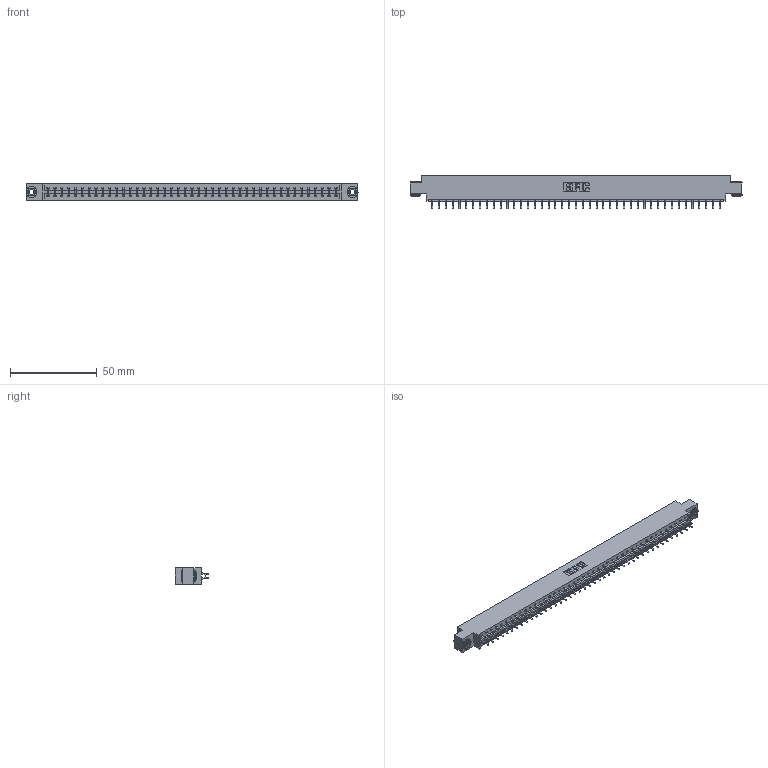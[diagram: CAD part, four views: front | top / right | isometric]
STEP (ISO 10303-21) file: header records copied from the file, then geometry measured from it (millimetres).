
FILE_DESCRIPTION (( 'STEP AP203' ), '1' );
FILE_NAME ('833-086-556-803.STEP', '2020-06-06T04:03:12', ( '' ), ( '' ), 'SwSTEP 2.0', 'SolidWorks 2020', '' );
FILE_SCHEMA (( 'CONFIG_CONTROL_DESIGN' ));
Length unit declared in the file: inch
Products named in the file (4): 833-086-556-803; 833 Part_Offset - .156 Dia - TH; 345-292-001_556 Tail; 345-250-002_345-250-002-102
Assembly tree (89 placements, depth 2):
  833-086-556-803
    833 Part_Offset - .156 Dia - TH
    345-292-001_556 Tail  x86
    345-250-002_345-250-002-102  x2
Bounding box: 191.92 x 19.57 x 9.4 mm (x, y, z)
Volume: 19391.7 mm3; surface area: 23293.5 mm2
Topology: 89 solids, 89 shells, 5144 faces, 15277 edges, 10066 vertices
Faces by surface type: plane 3524, cylinder 1612, cone 8
Entity records: 28536 total; most frequent: CARTESIAN_POINT 4721, ORIENTED_EDGE 4638, DIRECTION 4053, EDGE_CURVE 2319, LINE 2159, VECTOR 2159, VERTEX_POINT 1542, AXIS2_PLACEMENT_3D 947
